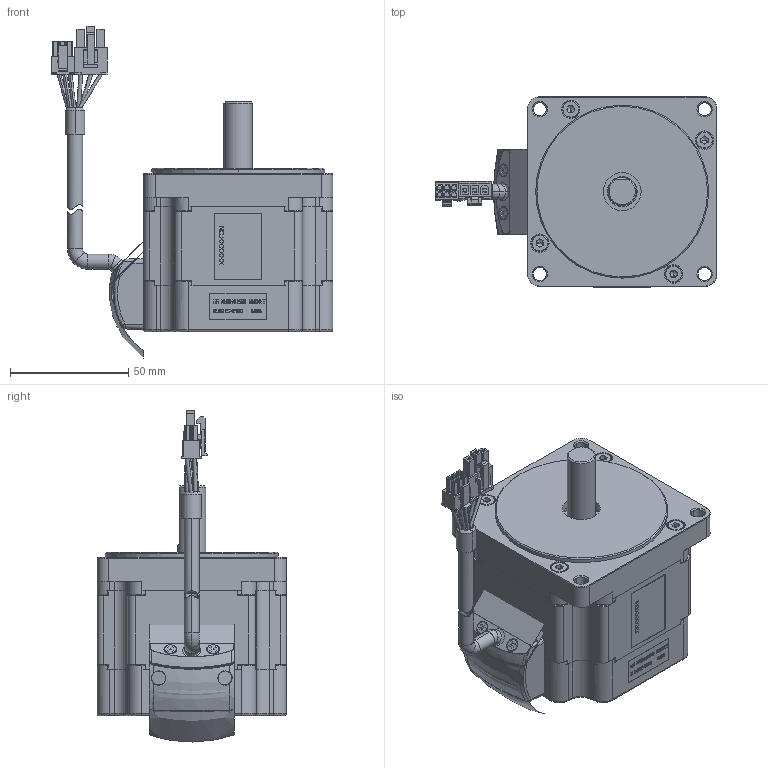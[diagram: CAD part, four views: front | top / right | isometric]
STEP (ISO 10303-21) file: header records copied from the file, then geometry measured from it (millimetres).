
FILE_DESCRIPTION((''),'2;1');
FILE_NAME('4611130001221_ASM_ASM','2020-01-14T19:32:14',('TQ00207'),(''),'CREO PARAMETRIC BY PTC INC, 2018100','CREO PARAMETRIC BY PTC INC, 2018100','');
FILE_SCHEMA(('CONFIG_CONTROL_DESIGN'));
Products named in the file (36): DINGZIZUJIAN_1_1_2; HOUDUANGAI_1; 00_1-17919; 00_ASM_1-17929_ASM; 00_ASM_1-18677_ASM; ROLLINGBEARINGS6000002_1_1_2__7; ZHUANZIZUJIAN_ASM_1_1_2_ASM; 00_1-40966; _220001_1_1_2_3_4_5_6_7; 200_1_1_2; 300_1_1_2; 400_1_1_2_3_4_5_6_7; 500_1_1_2_3_4_5_6_7; 600_1_1_2_3_4_5_6_7; 900_1_1_2_3_4_5_6_7; _210001_1_1_2_3_4_5_6_7; 00_ASM_1-41387_ASM; 00_1-60852; 00_1-64082; RSHUOGUAN_1_1_2; HOUSING_1_1_1_2; 1_00_1-75243; 1_00_1-75403; 3_00_1_1_2; HOUSING_2_ASM_1_1_2_ASM; XIANLUBANZUJIAN_ASM_2_1_2_ASM; QIANDUANGAI_1_1_2; LUODING_1_1_2; 00_12; BIAOQIAN_2_1_2_3_4_5_6_7; M3_1_1_2; PRT0002_1_1_2; M2_1_1_2; PRT0003_1_1_2; MOTOR_3_ASM_1_1_2_ASM; 4611130001221_ASM_ASM
Assembly tree (39 placements, depth 6):
  4611130001221_ASM_ASM
    MOTOR_3_ASM_1_1_2_ASM
      DINGZIZUJIAN_1_1_2
      HOUDUANGAI_1
      ZHUANZIZUJIAN_ASM_1_1_2_ASM
        00_ASM_1-18677_ASM
          00_ASM_1-17929_ASM
            00_1-17919
        ROLLINGBEARINGS6000002_1_1_2__7  x2
      XIANLUBANZUJIAN_ASM_2_1_2_ASM
        00_1-40966
        00_ASM_1-41387_ASM
          _220001_1_1_2_3_4_5_6_7
          200_1_1_2
          300_1_1_2
          400_1_1_2_3_4_5_6_7
          500_1_1_2_3_4_5_6_7
          600_1_1_2_3_4_5_6_7
          900_1_1_2_3_4_5_6_7
          _210001_1_1_2_3_4_5_6_7
        00_1-60852
        00_1-64082
        RSHUOGUAN_1_1_2
        HOUSING_1_1_1_2
        HOUSING_2_ASM_1_1_2_ASM
          1_00_1-75243
          1_00_1-75403
          3_00_1_1_2
      QIANDUANGAI_1_1_2
      LUODING_1_1_2  x4
      00_12
      BIAOQIAN_2_1_2_3_4_5_6_7
      M3_1_1_2
      PRT0002_1_1_2
      M2_1_1_2
      PRT0003_1_1_2
Bounding box: 119 x 80.2 x 140.16 mm (x, y, z)
Volume: 262944.1 mm3; surface area: 106282.6 mm2
Topology: 32 solids, 36 shells, 3240 faces, 8906 edges, 5799 vertices
Faces by surface type: plane 1725, cylinder 579, cone 433, torus 236, sphere 134, extrusion 70, bspline 63
Entity records: 100273 total; most frequent: CARTESIAN_POINT 32047, ORIENTED_EDGE 14470, DIRECTION 13486, EDGE_CURVE 7242, VECTOR 4974, LINE 4904, VERTEX_POINT 4740, AXIS2_PLACEMENT_3D 4256
